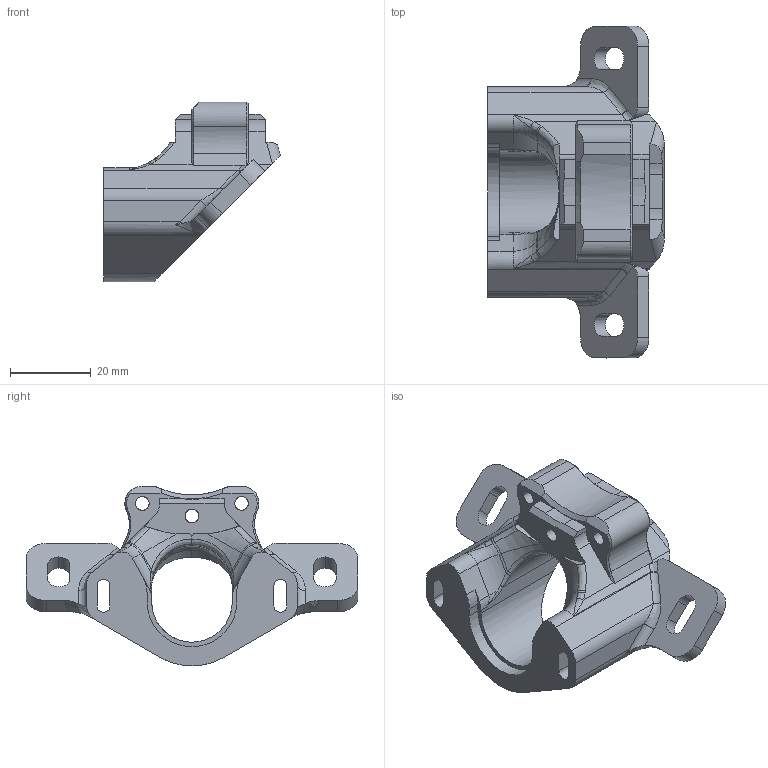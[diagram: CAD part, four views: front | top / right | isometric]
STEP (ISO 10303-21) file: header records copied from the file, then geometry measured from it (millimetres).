
FILE_DESCRIPTION (( 'STEP AP214' ), '1' );
FILE_NAME ('Base_STUBBY.STEP', '2019-10-25T00:08:00', ( '' ), ( '' ), 'SwSTEP 2.0', 'SolidWorks 2014', '' );
FILE_SCHEMA (( 'AUTOMOTIVE_DESIGN' ));
Length unit declared in the file: millimetre
Products named in the file (2): Base_STUBBY
Bounding box: 43.8 x 82.28 x 44.56 mm (x, y, z)
Volume: 28994.6 mm3; surface area: 12141.4 mm2
Topology: 1 solids, 1 shells, 206 faces, 561 edges, 352 vertices
Faces by surface type: plane 81, cylinder 74, bspline 31, cone 16, torus 4
Entity records: 10086 total; most frequent: CARTESIAN_POINT 3643, ORIENTED_EDGE 1110, DIRECTION 807, EDGE_CURVE 555, VERTEX_POINT 352, VECTOR 271, LINE 271, AXIS2_PLACEMENT_3D 268
